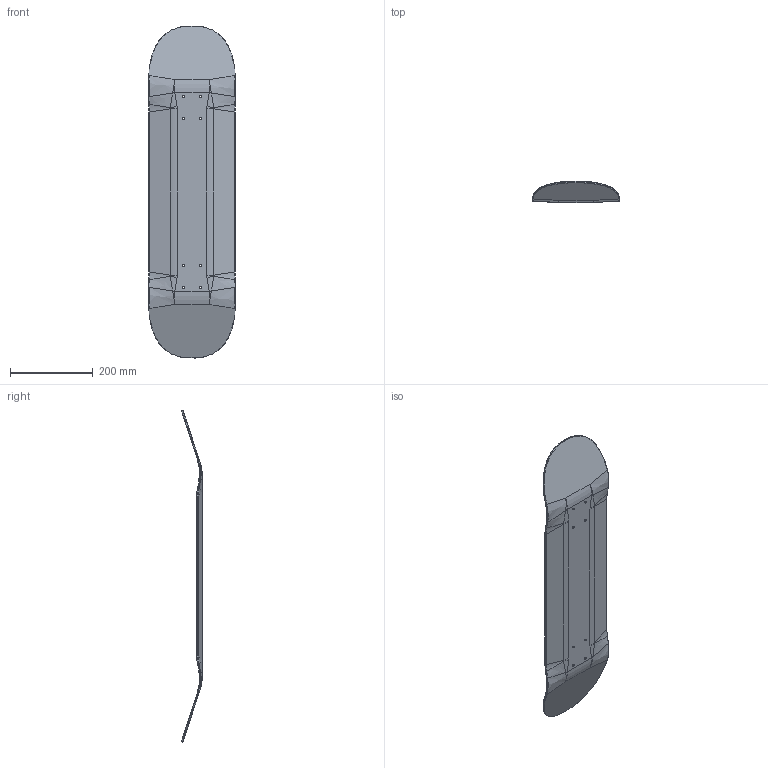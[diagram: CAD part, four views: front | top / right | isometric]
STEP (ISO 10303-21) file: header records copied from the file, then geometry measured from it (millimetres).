
FILE_DESCRIPTION(/* description */ (''),/* implementation_level */ '2;1');
FILE_NAME(/* name */ 'bruiser.stp',/* time_stamp */ '2025-12-14T22:07:25-08:00',/* author */ ('devan'),/* organization */ (''),/* preprocessor_version */ 'ST-DEVELOPER v20.1',/* originating_system */ 'Autodesk Inventor 2026',/* authorisation */ '');
FILE_SCHEMA (('AUTOMOTIVE_DESIGN { 1 0 10303 214 3 1 1 }'));
Length unit declared in the file: millimetre
Products named in the file (1): 32
Bounding box: 209.55 x 50.83 x 804.92 mm (x, y, z)
Volume: 645846.3 mm3; surface area: 330986.7 mm2
Topology: 1 solids, 1 shells, 150 faces, 340 edges, 192 vertices
Faces by surface type: bspline 64, cylinder 40, torus 16, plane 14, sphere 8, cone 8
Full cylindrical faces by diameter (mm): 5 x8
Entity records: 5295 total; most frequent: CARTESIAN_POINT 2195, ORIENTED_EDGE 680, DIRECTION 554, EDGE_CURVE 340, AXIS2_PLACEMENT_3D 239, VERTEX_POINT 192, EDGE_LOOP 166, CIRCLE 152
